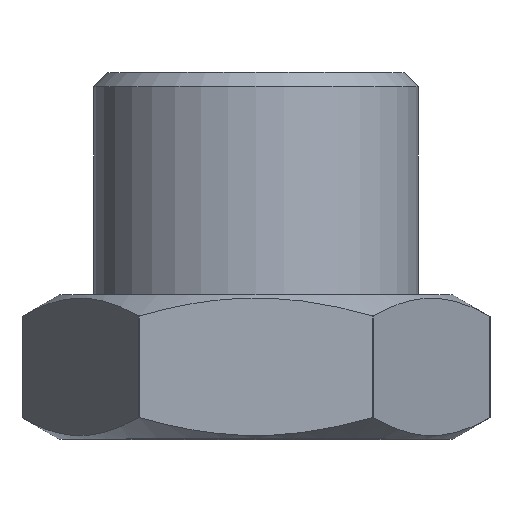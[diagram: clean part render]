
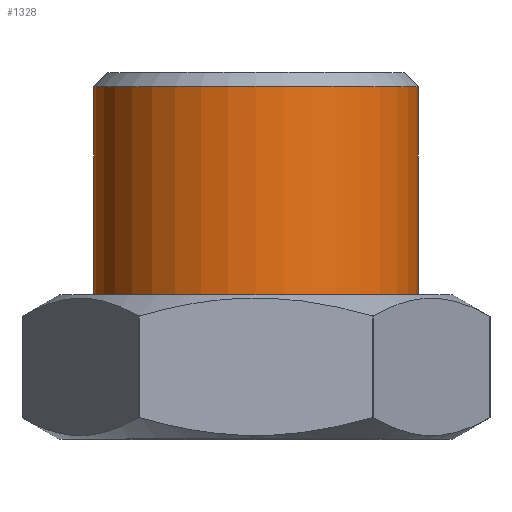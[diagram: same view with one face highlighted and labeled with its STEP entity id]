
A CAD part, top view. The second image highlights one B-rep face of the part: STEP entity #1328.
In plain terms, the highlighted cylindrical face has radius 20.8 mm (diameter 41.6 mm), a partial arc.
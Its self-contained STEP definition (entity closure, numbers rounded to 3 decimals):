
#976=CARTESIAN_POINT('',(0.,0.,6.5));
#977=DIRECTION('',(0.,0.,1.));
#978=DIRECTION('',(1.,0.,0.));
#979=AXIS2_PLACEMENT_3D('',#976,#977,#978);
#981=DIRECTION('',(0.,0.,-1.));
#982=VECTOR('',#981,28.2);
#983=CARTESIAN_POINT('',(-20.8,0.,34.7));
#984=LINE('',#983,#982);
#990=DIRECTION('',(0.,0.,-1.));
#991=VECTOR('',#990,28.2);
#992=CARTESIAN_POINT('',(20.8,0.,34.7));
#993=LINE('',#992,#991);
#1023=CARTESIAN_POINT('',(0.,0.,34.7));
#1024=DIRECTION('',(0.,0.,1.));
#1025=DIRECTION('',(1.,0.,0.));
#1026=AXIS2_PLACEMENT_3D('',#1023,#1024,#1025);
#1168=CARTESIAN_POINT('',(-20.8,0.,34.7));
#1169=CARTESIAN_POINT('',(20.8,0.,34.7));
#1170=VERTEX_POINT('',#1168);
#1171=VERTEX_POINT('',#1169);
#1212=CARTESIAN_POINT('',(20.8,0.,6.5));
#1213=CARTESIAN_POINT('',(-20.8,0.,6.5));
#1214=VERTEX_POINT('',#1212);
#1215=VERTEX_POINT('',#1213);
#1314=CARTESIAN_POINT('',(0.,0.,36.5));
#1315=DIRECTION('',(0.,0.,1.));
#1316=DIRECTION('',(-1.,0.,0.));
#1317=AXIS2_PLACEMENT_3D('',#1314,#1315,#1316);
#1318=CYLINDRICAL_SURFACE('',#1317,20.8);
#1319=ORIENTED_EDGE('',*,*,#1303,.F.);
#1321=ORIENTED_EDGE('',*,*,#1320,.F.);
#1323=ORIENTED_EDGE('',*,*,#1322,.T.);
#1325=ORIENTED_EDGE('',*,*,#1324,.T.);
#1326=EDGE_LOOP('',(#1319,#1321,#1323,#1325));
#1327=FACE_OUTER_BOUND('',#1326,.F.);
#1328=ADVANCED_FACE('',(#1327),#1318,.T.);
#980=CIRCLE('',#979,20.8);
#1027=CIRCLE('',#1026,20.8);
#1303=EDGE_CURVE('',#1214,#1215,#980,.T.);
#1320=EDGE_CURVE('',#1171,#1214,#993,.T.);
#1322=EDGE_CURVE('',#1171,#1170,#1027,.T.);
#1324=EDGE_CURVE('',#1170,#1215,#984,.T.);
